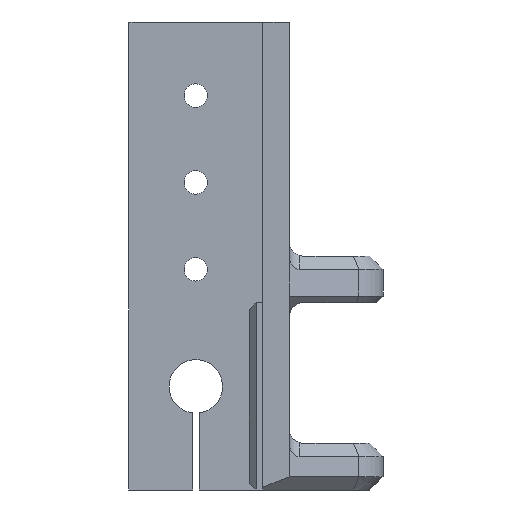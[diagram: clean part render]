
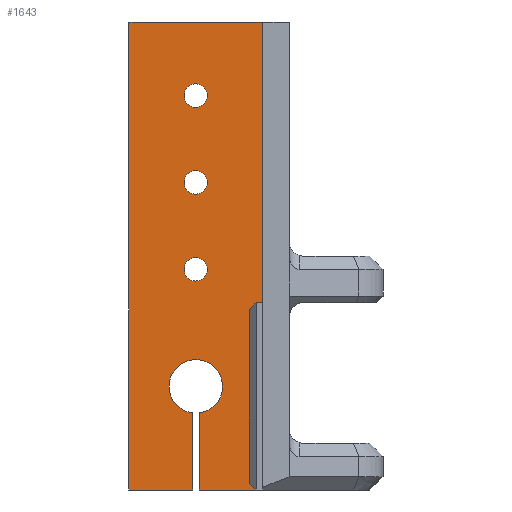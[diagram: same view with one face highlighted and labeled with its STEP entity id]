
A CAD part, front view. The second image highlights one B-rep face of the part: STEP entity #1643.
In plain terms, the highlighted planar face has unit normal (0, -1, 0).
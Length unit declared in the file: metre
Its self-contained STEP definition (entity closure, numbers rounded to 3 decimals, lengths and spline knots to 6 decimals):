
#38=LINE('',#2409,#205);
#58=LINE('',#2480,#225);
#65=LINE('',#2496,#232);
#66=LINE('',#2499,#233);
#67=LINE('',#2503,#234);
#68=LINE('',#2504,#235);
#69=LINE('',#2506,#236);
#205=VECTOR('',#1920,1.);
#225=VECTOR('',#1980,1.);
#232=VECTOR('',#1993,1.);
#233=VECTOR('',#1994,1.);
#234=VECTOR('',#1997,1.);
#235=VECTOR('',#1998,1.);
#236=VECTOR('',#1999,1.);
#371=PLANE('',#1773);
#487=ORIENTED_EDGE('',*,*,#922,.F.);
#488=ORIENTED_EDGE('',*,*,#920,.F.);
#489=ORIENTED_EDGE('',*,*,#918,.F.);
#490=ORIENTED_EDGE('',*,*,#940,.F.);
#491=ORIENTED_EDGE('',*,*,#941,.T.);
#492=ORIENTED_EDGE('',*,*,#942,.F.);
#493=ORIENTED_EDGE('',*,*,#943,.F.);
#494=ORIENTED_EDGE('',*,*,#899,.F.);
#495=ORIENTED_EDGE('',*,*,#932,.F.);
#496=ORIENTED_EDGE('',*,*,#944,.T.);
#497=ORIENTED_EDGE('',*,*,#945,.T.);
#899=EDGE_CURVE('',#1128,#1129,#38,.T.);
#918=EDGE_CURVE('',#1147,#1147,#1282,.T.);
#920=EDGE_CURVE('',#1149,#1149,#1284,.T.);
#922=EDGE_CURVE('',#1151,#1151,#1286,.T.);
#932=EDGE_CURVE('',#1159,#1128,#58,.T.);
#940=EDGE_CURVE('',#1166,#1167,#65,.T.);
#941=EDGE_CURVE('',#1166,#1168,#66,.T.);
#942=EDGE_CURVE('',#1169,#1168,#1291,.T.);
#943=EDGE_CURVE('',#1129,#1169,#67,.T.);
#944=EDGE_CURVE('',#1159,#1170,#68,.T.);
#945=EDGE_CURVE('',#1170,#1167,#69,.T.);
#1128=VERTEX_POINT('',#2408);
#1129=VERTEX_POINT('',#2410);
#1147=VERTEX_POINT('',#2450);
#1149=VERTEX_POINT('',#2455);
#1151=VERTEX_POINT('',#2460);
#1159=VERTEX_POINT('',#2479);
#1166=VERTEX_POINT('',#2497);
#1167=VERTEX_POINT('',#2498);
#1168=VERTEX_POINT('',#2500);
#1169=VERTEX_POINT('',#2502);
#1170=VERTEX_POINT('',#2505);
#1282=CIRCLE('',#1759,0.00175);
#1284=CIRCLE('',#1762,0.00175);
#1286=CIRCLE('',#1765,0.00175);
#1291=CIRCLE('',#1774,0.004);
#1341=EDGE_LOOP('',(#487));
#1342=EDGE_LOOP('',(#488));
#1343=EDGE_LOOP('',(#489));
#1344=EDGE_LOOP('',(#490,#491,#492,#493,#494,#495,#496,#497));
#1483=FACE_BOUND('',#1341,.T.);
#1484=FACE_BOUND('',#1342,.T.);
#1485=FACE_BOUND('',#1343,.T.);
#1486=FACE_BOUND('',#1344,.T.);
#1643=ADVANCED_FACE('',(#1483,#1484,#1485,#1486),#371,.T.);
#1759=AXIS2_PLACEMENT_3D('',#2449,#1950,#1951);
#1762=AXIS2_PLACEMENT_3D('',#2454,#1956,#1957);
#1765=AXIS2_PLACEMENT_3D('',#2459,#1962,#1963);
#1773=AXIS2_PLACEMENT_3D('',#2495,#1991,#1992);
#1774=AXIS2_PLACEMENT_3D('',#2501,#1995,#1996);
#1920=DIRECTION('',(-1.,0.,0.));
#1950=DIRECTION('',(0.,-1.,0.));
#1951=DIRECTION('',(0.,0.,-1.));
#1956=DIRECTION('',(0.,-1.,0.));
#1957=DIRECTION('',(0.,0.,-1.));
#1962=DIRECTION('',(0.,-1.,0.));
#1963=DIRECTION('',(0.,0.,-1.));
#1980=DIRECTION('',(0.,0.,-1.));
#1991=DIRECTION('',(0.,-1.,0.));
#1992=DIRECTION('',(0.,0.,-1.));
#1993=DIRECTION('',(-1.,0.,0.));
#1994=DIRECTION('',(0.,0.,1.));
#1995=DIRECTION('',(0.,-1.,0.));
#1996=DIRECTION('',(0.,0.,-1.));
#1997=DIRECTION('',(0.,0.,1.));
#1998=DIRECTION('',(-1.,0.,0.));
#1999=DIRECTION('',(0.,0.,-1.));
#2408=CARTESIAN_POINT('',(-0.06,-0.13,0.));
#2409=CARTESIAN_POINT('',(-0.07,-0.13,0.));
#2410=CARTESIAN_POINT('',(-0.0695,-0.13,0.));
#2449=CARTESIAN_POINT('',(-0.07,-0.13,0.033));
#2450=CARTESIAN_POINT('',(-0.07,-0.13,0.03125));
#2454=CARTESIAN_POINT('',(-0.07,-0.13,0.046));
#2455=CARTESIAN_POINT('',(-0.07,-0.13,0.04425));
#2459=CARTESIAN_POINT('',(-0.07,-0.13,0.059));
#2460=CARTESIAN_POINT('',(-0.07,-0.13,0.05725));
#2479=CARTESIAN_POINT('',(-0.06,-0.13,0.07));
#2480=CARTESIAN_POINT('',(-0.06,-0.13,0.007));
#2495=CARTESIAN_POINT('',(-0.07,-0.13,0.007));
#2496=CARTESIAN_POINT('',(-0.07,-0.13,0.));
#2497=CARTESIAN_POINT('',(-0.0705,-0.13,0.));
#2498=CARTESIAN_POINT('',(-0.08,-0.13,0.));
#2499=CARTESIAN_POINT('',(-0.0705,-0.13,0.005766));
#2500=CARTESIAN_POINT('',(-0.0705,-0.13,0.011531));
#2501=CARTESIAN_POINT('',(-0.07,-0.13,0.0155));
#2502=CARTESIAN_POINT('',(-0.0695,-0.13,0.011531));
#2503=CARTESIAN_POINT('',(-0.0695,-0.13,0.005766));
#2504=CARTESIAN_POINT('',(-0.07,-0.13,0.07));
#2505=CARTESIAN_POINT('',(-0.08,-0.13,0.07));
#2506=CARTESIAN_POINT('',(-0.08,-0.13,0.007));
